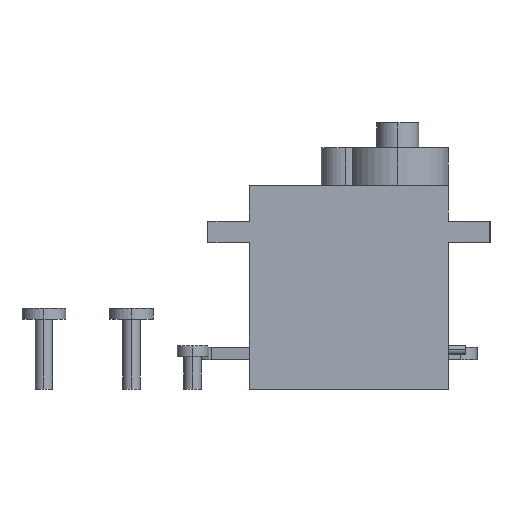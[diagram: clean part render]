
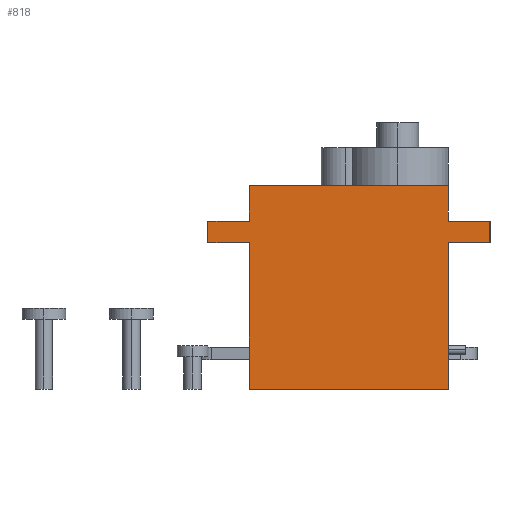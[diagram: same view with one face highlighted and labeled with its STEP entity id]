
A CAD part, left-side view. The second image highlights one B-rep face of the part: STEP entity #818.
In plain terms, the highlighted planar face has unit normal (-1, 0, 0).
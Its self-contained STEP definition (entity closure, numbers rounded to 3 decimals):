
#818=ADVANCED_FACE('47:600',(#1608),#1609,.T.);
#1608=FACE_OUTER_BOUND('',#2369,.T.);
#1609=PLANE('',#2370);
#2369=EDGE_LOOP('',(#4209,#4210,#4211,#4212,#4213,#4214,#4215,#4216,#4217,#4218,#4219,#4220));
#2370=AXIS2_PLACEMENT_3D('',#4221,#4222,#4223);
#4209=ORIENTED_EDGE('',*,*,#5094,.T.);
#4210=ORIENTED_EDGE('',*,*,#5160,.T.);
#4211=ORIENTED_EDGE('',*,*,#5147,.T.);
#4212=ORIENTED_EDGE('',*,*,#5158,.T.);
#4213=ORIENTED_EDGE('',*,*,#5180,.F.);
#4214=ORIENTED_EDGE('',*,*,#5173,.T.);
#4215=ORIENTED_EDGE('',*,*,#5178,.F.);
#4216=ORIENTED_EDGE('',*,*,#5128,.T.);
#4217=ORIENTED_EDGE('',*,*,#5125,.F.);
#4218=ORIENTED_EDGE('',*,*,#5134,.T.);
#4219=ORIENTED_EDGE('',*,*,#5183,.F.);
#4220=ORIENTED_EDGE('',*,*,#5184,.T.);
#4221=CARTESIAN_POINT('',(0.,-28.875,0.));
#4222=DIRECTION('',(-1.0,0.,0.));
#4223=DIRECTION('',(0.,-1.0,0.));
#5094=EDGE_CURVE('47:807',#6233,#6231,#6234,.T.);
#5125=EDGE_CURVE('47:663',#6271,#6273,#6274,.T.);
#5128=EDGE_CURVE('47:669',#6277,#6273,#6278,.T.);
#5134=EDGE_CURVE('47:684',#6271,#6285,#6287,.T.);
#5147=EDGE_CURVE('47:717',#6304,#6306,#6308,.T.);
#5158=EDGE_CURVE('47:741',#6306,#6321,#6323,.T.);
#5160=EDGE_CURVE('47:744',#6231,#6304,#6325,.T.);
#5173=EDGE_CURVE('47:789',#6341,#6339,#6342,.F.);
#5178=EDGE_CURVE('47:798',#6277,#6339,#6347,.T.);
#5180=EDGE_CURVE('47:801',#6341,#6321,#6349,.T.);
#5183=EDGE_CURVE('47:810',#6352,#6285,#6353,.T.);
#5184=EDGE_CURVE('47:813',#6352,#6233,#6354,.T.);
#6231=VERTEX_POINT('',#7605);
#6233=VERTEX_POINT('',#7608);
#6234=LINE('',#7609,#7610);
#6271=VERTEX_POINT('',#7661);
#6273=VERTEX_POINT('',#7664);
#6274=LINE('',#7665,#7666);
#6277=VERTEX_POINT('',#7670);
#6278=LINE('',#7671,#7672);
#6285=VERTEX_POINT('',#7682);
#6287=LINE('',#7685,#7686);
#6304=VERTEX_POINT('',#7710);
#6306=VERTEX_POINT('',#7713);
#6308=LINE('',#7716,#7717);
#6321=VERTEX_POINT('',#7734);
#6323=LINE('',#7737,#7738);
#6325=LINE('',#7740,#7741);
#6339=VERTEX_POINT('',#7758);
#6341=VERTEX_POINT('',#7761);
#6342=LINE('',#7762,#7763);
#6347=LINE('',#7770,#7771);
#6349=LINE('',#7773,#7774);
#6352=VERTEX_POINT('',#7778);
#6353=LINE('',#7779,#7780);
#6354=LINE('',#7781,#7782);
#7605=CARTESIAN_POINT('',(0.,-40.25,16.75));
#7608=CARTESIAN_POINT('',(0.,-40.25,0.));
#7609=CARTESIAN_POINT('',(0.,-40.25,0.));
#7610=VECTOR('',#8966,1.0);
#7661=CARTESIAN_POINT('',(0.,-12.75,16.75));
#7664=CARTESIAN_POINT('',(0.,-12.75,19.2));
#7665=CARTESIAN_POINT('',(0.,-12.75,16.75));
#7666=VECTOR('',#8997,1.0);
#7670=CARTESIAN_POINT('',(0.,-17.5,19.2));
#7671=CARTESIAN_POINT('',(0.,-40.25,19.2));
#7672=VECTOR('',#8999,1.0);
#7682=CARTESIAN_POINT('',(0.,-17.5,16.75));
#7685=CARTESIAN_POINT('',(0.,-12.75,16.75));
#7686=VECTOR('',#9004,1.0);
#7710=CARTESIAN_POINT('',(0.,-45.0,16.75));
#7713=CARTESIAN_POINT('',(0.,-45.0,19.2));
#7716=CARTESIAN_POINT('',(0.,-45.0,16.75));
#7717=VECTOR('',#9014,1.0);
#7734=CARTESIAN_POINT('',(0.,-40.25,19.2));
#7737=CARTESIAN_POINT('',(0.,-40.25,19.2));
#7738=VECTOR('',#9026,1.0);
#7740=CARTESIAN_POINT('',(0.,-40.25,16.75));
#7741=VECTOR('',#9027,1.0);
#7758=CARTESIAN_POINT('',(0.,-17.5,23.3));
#7761=CARTESIAN_POINT('',(0.,-40.25,23.3));
#7762=CARTESIAN_POINT('',(0.,-23.188,23.3));
#7763=VECTOR('',#9044,1.0);
#7770=CARTESIAN_POINT('',(0.,-17.5,9.6));
#7771=VECTOR('',#9050,1.0);
#7773=CARTESIAN_POINT('',(0.,-40.25,9.6));
#7774=VECTOR('',#9051,1.0);
#7778=CARTESIAN_POINT('',(0.0,-17.5,0.0));
#7779=CARTESIAN_POINT('',(0.0,-17.5,0.0));
#7780=VECTOR('',#9053,1.0);
#7781=CARTESIAN_POINT('',(0.0,-17.5,0.0));
#7782=VECTOR('',#9054,1.0);
#8966=DIRECTION('',(0.,0.,1.0));
#8997=DIRECTION('',(0.,0.,1.0));
#8999=DIRECTION('',(0.,1.0,0.));
#9004=DIRECTION('',(0.,-1.0,0.));
#9014=DIRECTION('',(0.,0.,1.0));
#9026=DIRECTION('',(0.,1.0,0.));
#9027=DIRECTION('',(0.,-1.0,0.));
#9044=DIRECTION('',(0.,-1.0,0.));
#9050=DIRECTION('',(0.,0.,1.0));
#9051=DIRECTION('',(0.,0.,-1.0));
#9053=DIRECTION('',(0.,0.,1.0));
#9054=DIRECTION('',(0.,-1.0,0.));
